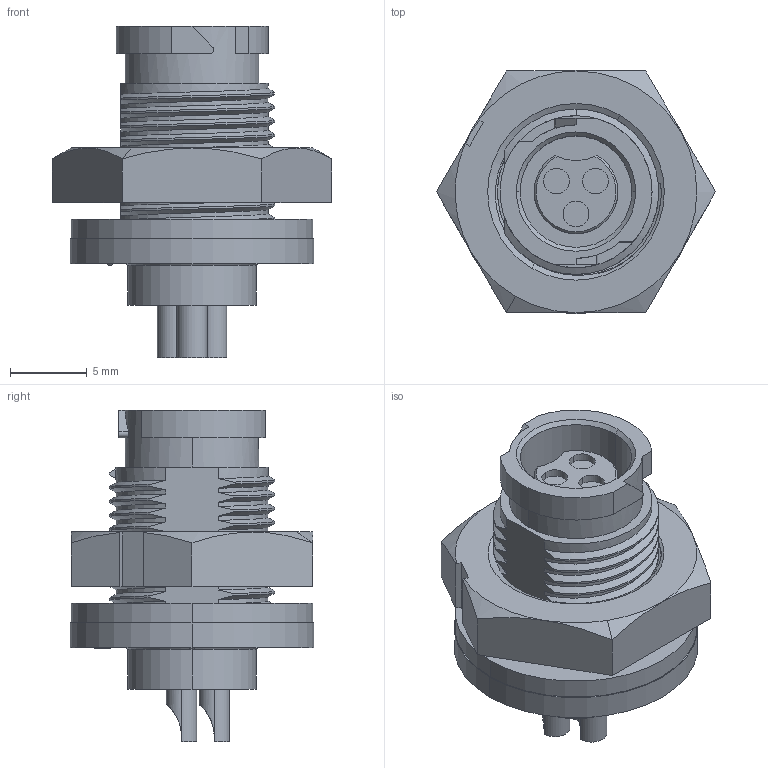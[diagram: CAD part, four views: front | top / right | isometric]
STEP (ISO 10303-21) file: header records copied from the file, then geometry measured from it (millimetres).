
FILE_DESCRIPTION (( 'STEP AP203' ), '1' );
FILE_NAME ('W17282-3SG-P-3ES.STEP', '2021-01-13T17:02:35', ( '' ), ( '' ), 'SwSTEP 2.0', 'SolidWorks 2020', '' );
FILE_SCHEMA (( 'CONFIG_CONTROL_DESIGN' ));
Length unit declared in the file: millimetre
Products named in the file (4): W17282-3SG-ES.step; W17282-3SG-P-3ES; HEX NUT.step; GASKET.step
Assembly tree (3 placements, depth 2):
  W17282-3SG-P-3ES
    GASKET.step
    HEX NUT.step
    W17282-3SG-ES.step
Bounding box: 18.18 x 15.88 x 21.56 mm (x, y, z)
Volume: 1919.1 mm3; surface area: 2445.9 mm2
Topology: 3 solids, 3 shells, 191 faces, 488 edges, 317 vertices
Faces by surface type: cylinder 77, plane 56, bspline 38, cone 16, torus 2, sphere 2
Entity records: 14455 total; most frequent: CARTESIAN_POINT 9884, ORIENTED_EDGE 970, DIRECTION 735, EDGE_CURVE 485, VERTEX_POINT 316, AXIS2_PLACEMENT_3D 264, EDGE_LOOP 211, VECTOR 207
